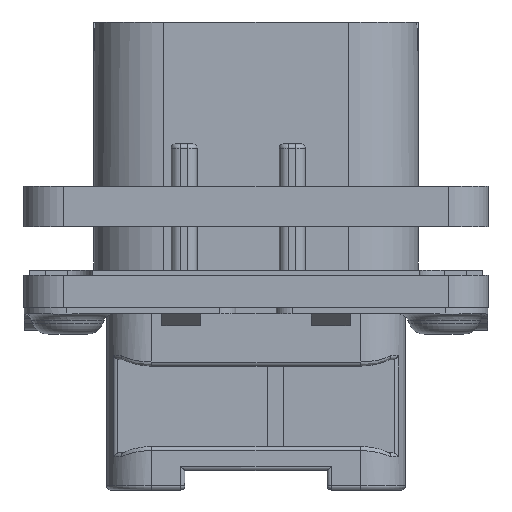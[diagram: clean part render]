
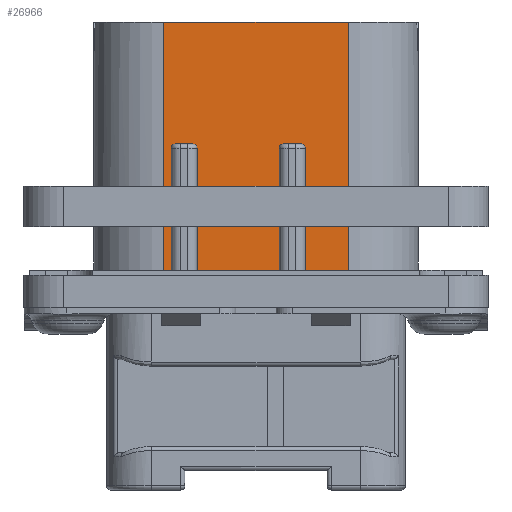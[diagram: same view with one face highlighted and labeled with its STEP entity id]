
A CAD part, front view. The second image highlights one B-rep face of the part: STEP entity #26966.
In plain terms, the highlighted planar face has unit normal (0, -1, 0).
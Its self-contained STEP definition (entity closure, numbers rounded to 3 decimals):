
#1218=DIRECTION('',(1.,0.,0.));
#1219=VECTOR('',#1218,11.4);
#1220=CARTESIAN_POINT('',(-5.7,-9.,17.67));
#1221=LINE('',#1220,#1219);
#1437=DIRECTION('',(0.,0.,1.));
#1438=VECTOR('',#1437,7.87);
#1439=CARTESIAN_POINT('',(-3.65,-9.,2.));
#1440=LINE('',#1439,#1438);
#1441=DIRECTION('',(1.,0.,0.));
#1442=VECTOR('',#1441,1.1);
#1443=CARTESIAN_POINT('',(-5.,-9.,10.12));
#1444=LINE('',#1443,#1442);
#1445=DIRECTION('',(0.,0.,1.));
#1446=VECTOR('',#1445,7.87);
#1447=CARTESIAN_POINT('',(-5.25,-9.,2.));
#1448=LINE('',#1447,#1446);
#1449=DIRECTION('',(0.,0.,-1.));
#1450=VECTOR('',#1449,15.67);
#1451=CARTESIAN_POINT('',(-5.7,-9.,17.67));
#1452=LINE('',#1451,#1450);
#1453=DIRECTION('',(0.,0.,-1.));
#1454=VECTOR('',#1453,15.67);
#1455=CARTESIAN_POINT('',(5.7,-9.,17.67));
#1456=LINE('',#1455,#1454);
#1457=DIRECTION('',(0.,0.,1.));
#1458=VECTOR('',#1457,7.87);
#1459=CARTESIAN_POINT('',(3.04,-9.,2.));
#1460=LINE('',#1459,#1458);
#1461=DIRECTION('',(1.,0.,0.));
#1462=VECTOR('',#1461,1.1);
#1463=CARTESIAN_POINT('',(1.69,-9.,10.12));
#1464=LINE('',#1463,#1462);
#1465=DIRECTION('',(0.,0.,1.));
#1466=VECTOR('',#1465,7.87);
#1467=CARTESIAN_POINT('',(1.44,-9.,2.));
#1468=LINE('',#1467,#1466);
#1482=CARTESIAN_POINT('',(-3.9,-9.,9.87));
#1483=DIRECTION('',(0.,1.,0.));
#1484=DIRECTION('',(0.,0.,1.));
#1485=AXIS2_PLACEMENT_3D('',#1482,#1483,#1484);
#1565=DIRECTION('',(1.,0.,0.));
#1566=VECTOR('',#1565,5.09);
#1567=CARTESIAN_POINT('',(-3.65,-9.,2.));
#1568=LINE('',#1567,#1566);
#1581=CARTESIAN_POINT('',(1.69,-9.,9.87));
#1582=DIRECTION('',(0.,1.,0.));
#1583=DIRECTION('',(-1.,0.,0.));
#1584=AXIS2_PLACEMENT_3D('',#1581,#1582,#1583);
#1613=CARTESIAN_POINT('',(2.79,-9.,9.87));
#1614=DIRECTION('',(0.,1.,0.));
#1615=DIRECTION('',(0.,0.,1.));
#1616=AXIS2_PLACEMENT_3D('',#1613,#1614,#1615);
#1656=DIRECTION('',(1.,0.,0.));
#1657=VECTOR('',#1656,2.66);
#1658=CARTESIAN_POINT('',(3.04,-9.,2.));
#1659=LINE('',#1658,#1657);
#1879=DIRECTION('',(1.,0.,0.));
#1880=VECTOR('',#1879,0.45);
#1881=CARTESIAN_POINT('',(-5.7,-9.,2.));
#1882=LINE('',#1881,#1880);
#1891=CARTESIAN_POINT('',(-5.,-9.,9.87));
#1892=DIRECTION('',(0.,1.,0.));
#1893=DIRECTION('',(-1.,0.,0.));
#1894=AXIS2_PLACEMENT_3D('',#1891,#1892,#1893);
#21493=CARTESIAN_POINT('',(-5.7,-9.,17.67));
#21494=CARTESIAN_POINT('',(-5.7,-9.,2.));
#21495=VERTEX_POINT('',#21493);
#21496=VERTEX_POINT('',#21494);
#21497=CARTESIAN_POINT('',(5.7,-9.,17.67));
#21498=CARTESIAN_POINT('',(5.7,-9.,2.));
#21499=VERTEX_POINT('',#21497);
#21500=VERTEX_POINT('',#21498);
#23474=CARTESIAN_POINT('',(-5.25,-9.,2.));
#23475=VERTEX_POINT('',#23474);
#23476=CARTESIAN_POINT('',(-3.65,-9.,2.));
#23477=CARTESIAN_POINT('',(1.44,-9.,2.));
#23478=VERTEX_POINT('',#23476);
#23479=VERTEX_POINT('',#23477);
#23480=CARTESIAN_POINT('',(3.04,-9.,2.));
#23481=VERTEX_POINT('',#23480);
#23519=CARTESIAN_POINT('',(-3.65,-9.,9.87));
#23521=VERTEX_POINT('',#23519);
#23523=CARTESIAN_POINT('',(-3.9,-9.,10.12));
#23525=VERTEX_POINT('',#23523);
#23538=CARTESIAN_POINT('',(-5.,-9.,10.12));
#23539=VERTEX_POINT('',#23538);
#23540=CARTESIAN_POINT('',(-5.25,-9.,9.87));
#23541=VERTEX_POINT('',#23540);
#23543=CARTESIAN_POINT('',(3.04,-9.,9.87));
#23545=VERTEX_POINT('',#23543);
#23547=CARTESIAN_POINT('',(2.79,-9.,10.12));
#23549=VERTEX_POINT('',#23547);
#23562=CARTESIAN_POINT('',(1.69,-9.,10.12));
#23563=VERTEX_POINT('',#23562);
#23564=CARTESIAN_POINT('',(1.44,-9.,9.87));
#23565=VERTEX_POINT('',#23564);
#26929=CARTESIAN_POINT('',(-10.05,-9.,2.));
#26930=DIRECTION('',(0.,-1.,0.));
#26931=DIRECTION('',(1.,0.,0.));
#26932=AXIS2_PLACEMENT_3D('',#26929,#26930,#26931);
#26933=PLANE('',#26932);
#26935=ORIENTED_EDGE('',*,*,#26934,.T.);
#26937=ORIENTED_EDGE('',*,*,#26936,.F.);
#26939=ORIENTED_EDGE('',*,*,#26938,.F.);
#26941=ORIENTED_EDGE('',*,*,#26940,.F.);
#26943=ORIENTED_EDGE('',*,*,#26942,.F.);
#26945=ORIENTED_EDGE('',*,*,#26944,.F.);
#26947=ORIENTED_EDGE('',*,*,#26946,.F.);
#26948=ORIENTED_EDGE('',*,*,#26816,.T.);
#26949=ORIENTED_EDGE('',*,*,#26726,.T.);
#26951=ORIENTED_EDGE('',*,*,#26950,.F.);
#26953=ORIENTED_EDGE('',*,*,#26952,.T.);
#26955=ORIENTED_EDGE('',*,*,#26954,.F.);
#26957=ORIENTED_EDGE('',*,*,#26956,.F.);
#26959=ORIENTED_EDGE('',*,*,#26958,.F.);
#26961=ORIENTED_EDGE('',*,*,#26960,.F.);
#26963=ORIENTED_EDGE('',*,*,#26962,.F.);
#26964=EDGE_LOOP('',(#26935,#26937,#26939,#26941,#26943,#26945,#26947,#26948,
#26949,#26951,#26953,#26955,#26957,#26959,#26961,#26963));
#26965=FACE_OUTER_BOUND('',#26964,.F.);
#26966=ADVANCED_FACE('',(#26965),#26933,.T.);
#1486=CIRCLE('',#1485,0.25);
#1585=CIRCLE('',#1584,0.25);
#1617=CIRCLE('',#1616,0.25);
#1895=CIRCLE('',#1894,0.25);
#26726=EDGE_CURVE('',#21499,#21500,#1456,.T.);
#26816=EDGE_CURVE('',#21495,#21499,#1221,.T.);
#26934=EDGE_CURVE('',#23478,#23521,#1440,.T.);
#26936=EDGE_CURVE('',#23525,#23521,#1486,.T.);
#26938=EDGE_CURVE('',#23539,#23525,#1444,.T.);
#26940=EDGE_CURVE('',#23541,#23539,#1895,.T.);
#26942=EDGE_CURVE('',#23475,#23541,#1448,.T.);
#26944=EDGE_CURVE('',#21496,#23475,#1882,.T.);
#26946=EDGE_CURVE('',#21495,#21496,#1452,.T.);
#26950=EDGE_CURVE('',#23481,#21500,#1659,.T.);
#26952=EDGE_CURVE('',#23481,#23545,#1460,.T.);
#26954=EDGE_CURVE('',#23549,#23545,#1617,.T.);
#26956=EDGE_CURVE('',#23563,#23549,#1464,.T.);
#26958=EDGE_CURVE('',#23565,#23563,#1585,.T.);
#26960=EDGE_CURVE('',#23479,#23565,#1468,.T.);
#26962=EDGE_CURVE('',#23478,#23479,#1568,.T.);
